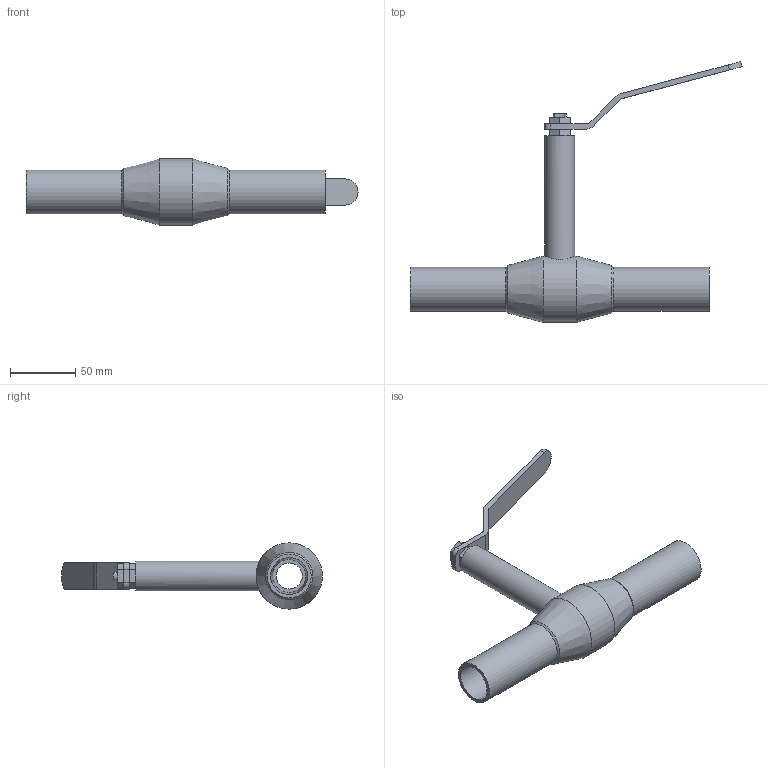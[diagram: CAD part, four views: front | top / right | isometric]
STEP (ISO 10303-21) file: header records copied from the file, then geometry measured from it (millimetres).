
FILE_DESCRIPTION((''),'2;1');
FILE_NAME('AT3590S-025.stp','2016-02-22T12:26:25',('Przemo'),(''),'Autodesk Inventor 2012','Autodesk Inventor 2012','');
FILE_SCHEMA(('AUTOMOTIVE_DESIGN { 1 0 10303 214 1 1 1 1 }'));
Length unit declared in the file: millimetre
Products named in the file (1): AT3590S-025
Bounding box: 255 x 200.37 x 51 mm (x, y, z)
Volume: 190267.3 mm3; surface area: 63012.7 mm2
Topology: 1 solids, 1 shells, 52 faces, 125 edges, 81 vertices
Faces by surface type: plane 30, cylinder 16, cone 6
Full cylindrical faces by diameter (mm): 20 x1, 23 x1, 28.5 x2, 33.7 x2, 51 x1
Entity records: 1503 total; most frequent: CARTESIAN_POINT 280, DIRECTION 248, ORIENTED_EDGE 216, EDGE_CURVE 108, AXIS2_PLACEMENT_3D 88, VERTEX_POINT 78, EDGE_LOOP 74, VECTOR 72
